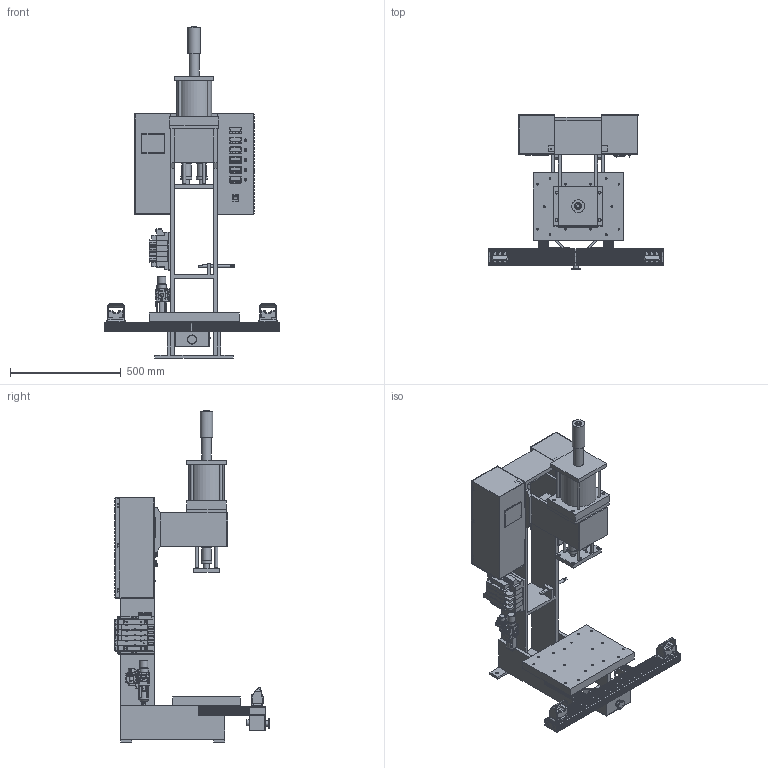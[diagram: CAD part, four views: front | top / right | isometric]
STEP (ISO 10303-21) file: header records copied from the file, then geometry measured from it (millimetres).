
FILE_DESCRIPTION(('', 'CAx-IF Rec.Pracs.---Representation and Presentation of Product Manufacturing Information (PMI)---4.0---2014-10-13'),'2;1');
FILE_NAME('1500 WB MAIN ASSY - 10-28-21 - EMAIL (STEP).stp', '2021-10-28T18:27:27',(''), (''), 'Kubotek Kosmos Version 3.0.10279.10279', 'KeyCreator Pro', '');
FILE_SCHEMA(('AP242_MANAGED_MODEL_BASED_3D_ENGINEERING_MIM_LF { 1 0 10303 442 1 1 4 }'));
Length unit declared in the file: inch
Bounding box: 794.26 x 697.29 x 1498.83 mm (x, y, z)
Volume: 31141194.2 mm3; surface area: 5629928.1 mm2
Topology: 64 solids, 101 shells, 4657 faces, 12172 edges, 7903 vertices
Faces by surface type: plane 2511, cylinder 1592, bspline 183, sphere 135, cone 133, torus 99, extrusion 4
Full cylindrical faces by diameter (mm): 1 x25, 2.362 x61, 2.5 x26, 2.6 x1, 2.87 x4, 3 x4, 3.175 x12, 3.3 x5, 3.4 x17, 3.5 x4, 3.81 x6, 3.937 x4, 4 x5, 4.039 x12, 4.3 x4, 4.496 x2, 4.775 x5, 5 x4, 5.08 x12, 5.105 x10, 5.232 x1, 5.3 x12, 5.588 x12, 6 x4, 6.2 x4, 6.35 x5, 6.5 x4, 6.528 x4, 6.655 x12, 6.756 x16
Entity records: 155178 total; most frequent: CARTESIAN_POINT 37841, ORIENTED_EDGE 23807, DIRECTION 23210, EDGE_CURVE 11986, AXIS2_PLACEMENT_3D 8003, VERTEX_POINT 7756, VECTOR 7204, LINE 7200
